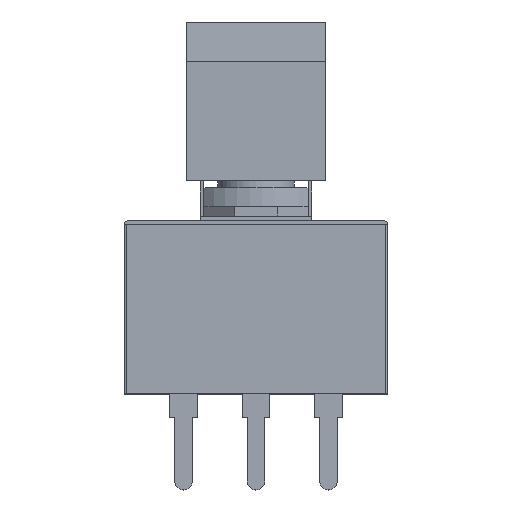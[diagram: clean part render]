
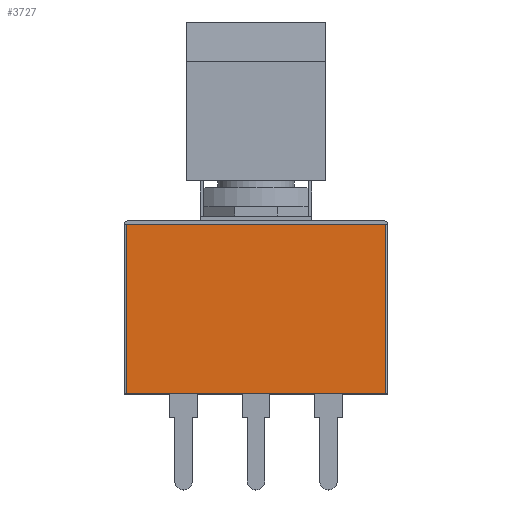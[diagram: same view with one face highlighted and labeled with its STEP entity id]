
A CAD part, top view. The second image highlights one B-rep face of the part: STEP entity #3727.
In plain terms, the highlighted planar face has unit normal (0, 0, 1).
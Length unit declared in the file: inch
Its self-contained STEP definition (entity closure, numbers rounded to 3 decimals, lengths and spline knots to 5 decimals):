
#1765 = EDGE_CURVE( '', #3367, #3119, #5092, .T. );
#1767 = EDGE_CURVE( '', #4127, #1975, #5094, .T. );
#1813 = EDGE_CURVE( '', #4127, #3367, #5143, .T. );
#1975 = VERTEX_POINT( '', #5321 );
#3119 = VERTEX_POINT( '', #6599 );
#3367 = VERTEX_POINT( '', #6871 );
#3727 = ADVANCED_FACE( '', ( #7266 ), #7267, .T. );
#4119 = EDGE_CURVE( '', #1975, #3119, #7699, .T. );
#4127 = VERTEX_POINT( '', #7709 );
#5092 = LINE( '', #8774, #8775 );
#5094 = LINE( '', #8778, #8779 );
#5143 = LINE( '', #8852, #8853 );
#5321 = CARTESIAN_POINT( '', ( -0.33938, -0.442, 0.256 ) );
#6599 = CARTESIAN_POINT( '', ( 0.33938, -0.442, 0.256 ) );
#6871 = CARTESIAN_POINT( '', ( 0.33938, 0., 0.256 ) );
#7266 = FACE_OUTER_BOUND( '', #11830, .T. );
#7267 = PLANE( '', #11831 );
#7699 = LINE( '', #12434, #12435 );
#7709 = CARTESIAN_POINT( '', ( -0.33938, 0., 0.256 ) );
#8774 = CARTESIAN_POINT( '', ( 0.33938, 0., 0.256 ) );
#8775 = VECTOR( '', #13856, 1. );
#8778 = CARTESIAN_POINT( '', ( -0.33938, 0., 0.256 ) );
#8779 = VECTOR( '', #13857, 1. );
#8852 = CARTESIAN_POINT( '', ( -0.33938, 0., 0.256 ) );
#8853 = VECTOR( '', #13901, 1. );
#11830 = EDGE_LOOP( '', ( #16235, #16236, #16237, #16238 ) );
#11831 = AXIS2_PLACEMENT_3D( '', #16239, #16240, #16241 );
#12434 = CARTESIAN_POINT( '', ( -0.33938, -0.442, 0.256 ) );
#12435 = VECTOR( '', #16709, 1. );
#13856 = DIRECTION( '', ( 0., -1., 0. ) );
#13857 = DIRECTION( '', ( 0., -1., 0. ) );
#13901 = DIRECTION( '', ( 1., 0., 0. ) );
#16235 = ORIENTED_EDGE( '', *, *, #4119, .T. );
#16236 = ORIENTED_EDGE( '', *, *, #1765, .F. );
#16237 = ORIENTED_EDGE( '', *, *, #1813, .F. );
#16238 = ORIENTED_EDGE( '', *, *, #1767, .T. );
#16239 = CARTESIAN_POINT( '', ( -0.33938, 0., 0.256 ) );
#16240 = DIRECTION( '', ( 0., 0., 1. ) );
#16241 = DIRECTION( '', ( -1., 0., 0. ) );
#16709 = DIRECTION( '', ( 1., 0., 0. ) );
